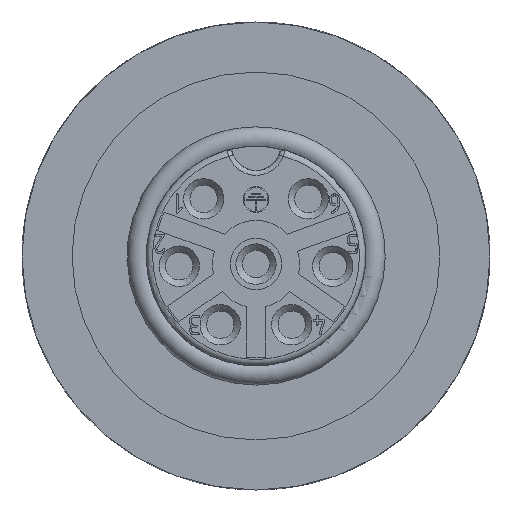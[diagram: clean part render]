
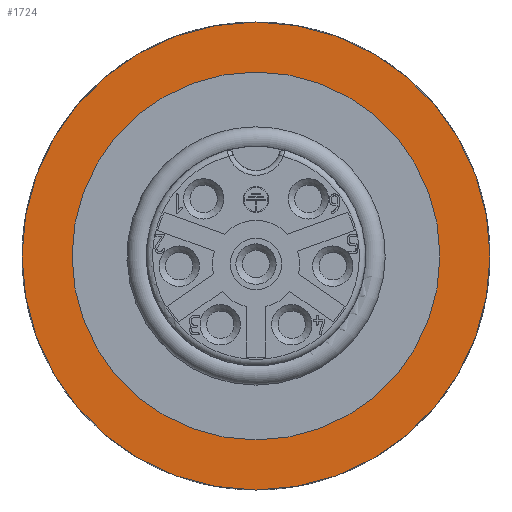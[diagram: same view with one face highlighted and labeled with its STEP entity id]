
A CAD part, left-side view. The second image highlights one B-rep face of the part: STEP entity #1724.
In plain terms, the highlighted planar face has unit normal (-1, 0, 0).
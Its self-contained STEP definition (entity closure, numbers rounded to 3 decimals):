
#256=PLANE('',#5963);
#1724=ADVANCED_FACE('',(#2261,#2262),#256,.T.);
#2261=FACE_BOUND('',#2460,.T.);
#2262=FACE_BOUND('',#2461,.T.);
#2460=EDGE_LOOP('',(#3242));
#2461=EDGE_LOOP('',(#3243));
#3242=ORIENTED_EDGE('',*,*,#5353,.T.);
#3243=ORIENTED_EDGE('',*,*,#5125,.F.);
#4563=VERTEX_POINT('',#8362);
#4715=VERTEX_POINT('',#8819);
#5125=EDGE_CURVE('',#4563,#4563,#5778,.T.);
#5353=EDGE_CURVE('',#4715,#4715,#5779,.T.);
#5778=CIRCLE('',#5884,14.5);
#5779=CIRCLE('',#5962,11.4);
#5884=AXIS2_PLACEMENT_3D('',#8361,#6294,#6295);
#5962=AXIS2_PLACEMENT_3D('',#8818,#6677,#6678);
#5963=AXIS2_PLACEMENT_3D('',#8820,#6679,#6680);
#6294=DIRECTION('',(1.,0.,0.));
#6295=DIRECTION('',(0.,0.,-1.));
#6677=DIRECTION('',(1.,0.,0.));
#6678=DIRECTION('',(0.,0.,-1.));
#6679=DIRECTION('',(-1.,0.,0.));
#6680=DIRECTION('',(0.,0.,1.));
#8361=CARTESIAN_POINT('',(12.706,0.,0.358));
#8362=CARTESIAN_POINT('',(12.706,0.,-14.142));
#8818=CARTESIAN_POINT('',(12.706,0.,0.358));
#8819=CARTESIAN_POINT('',(12.706,0.,-11.042));
#8820=CARTESIAN_POINT('',(12.706,0.,0.358));
